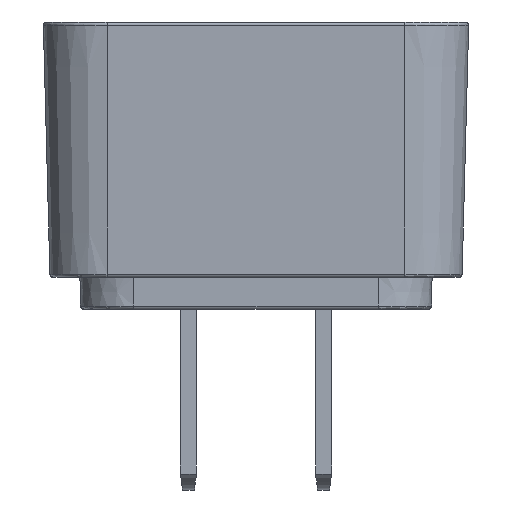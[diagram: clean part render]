
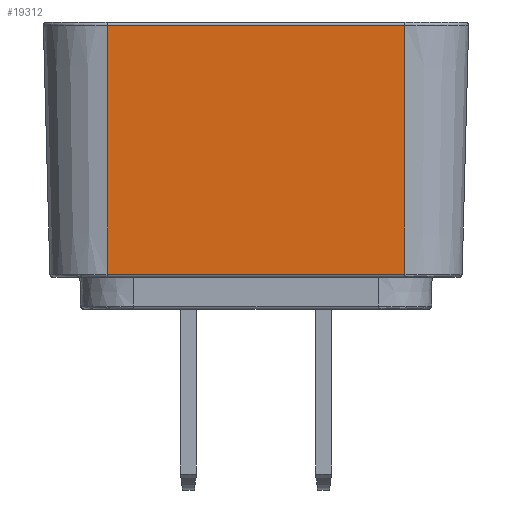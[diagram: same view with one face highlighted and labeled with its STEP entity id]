
A CAD part, left-side view. The second image highlights one B-rep face of the part: STEP entity #19312.
In plain terms, the highlighted planar face has unit normal (-1, 0, -0.026).
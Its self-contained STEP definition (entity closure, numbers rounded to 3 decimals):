
#837 = EDGE_CURVE ( 'NONE', #37958, #6738, #18877, .T. ) ;
#851 = CARTESIAN_POINT ( 'NONE',  ( -27.129, -14., 0.292 ) ) ;
#1466 = LINE ( 'NONE', #13831, #25784 ) ;
#2455 = CARTESIAN_POINT ( 'NONE',  ( -27.742, -14., 23.692 ) ) ;
#4903 = DIRECTION ( 'NONE',  ( 0., 1., 0. ) ) ;
#4919 = FACE_OUTER_BOUND ( 'NONE', #6188, .T. ) ;
#6188 = EDGE_LOOP ( 'NONE', ( #9730, #25406, #10416, #24302 ) ) ;
#6302 = DIRECTION ( 'NONE',  ( 0., 1., 0. ) ) ;
#6354 = DIRECTION ( 'NONE',  ( -0.026, 0., 1. ) ) ;
#6738 = VERTEX_POINT ( 'NONE', #20090 ) ;
#7184 = DIRECTION ( 'NONE',  ( 0.026, 0., -1. ) ) ;
#9296 = CARTESIAN_POINT ( 'NONE',  ( -27.75, 15.903, 24. ) ) ;
#9730 = ORIENTED_EDGE ( 'NONE', *, *, #24826, .T. ) ;
#10416 = ORIENTED_EDGE ( 'NONE', *, *, #17892, .T. ) ;
#11194 = VECTOR ( 'NONE', #7184, 1000. ) ;
#11214 = VECTOR ( 'NONE', #6302, 1000. ) ;
#13306 = LINE ( 'NONE', #17031, #38992 ) ;
#13831 = CARTESIAN_POINT ( 'NONE',  ( -27.742, 15.903, 23.692 ) ) ;
#15259 = CARTESIAN_POINT ( 'NONE',  ( -27.129, -14.164, 0.292 ) ) ;
#15563 = PLANE ( 'NONE',  #28315 ) ;
#17031 = CARTESIAN_POINT ( 'NONE',  ( -27.75, -14., 24. ) ) ;
#17254 = VERTEX_POINT ( 'NONE', #20687 ) ;
#17892 = EDGE_CURVE ( 'NONE', #17254, #6738, #20722, .T. ) ;
#18877 = LINE ( 'NONE', #15259, #11214 ) ;
#19312 = ADVANCED_FACE ( 'NONE', ( #4919 ), #15563, .T. ) ;
#20090 = CARTESIAN_POINT ( 'NONE',  ( -27.129, 14., 0.292 ) ) ;
#20687 = CARTESIAN_POINT ( 'NONE',  ( -27.742, 14., 23.692 ) ) ;
#20722 = LINE ( 'NONE', #31262, #11194 ) ;
#24302 = ORIENTED_EDGE ( 'NONE', *, *, #837, .F. ) ;
#24826 = EDGE_CURVE ( 'NONE', #37958, #35312, #13306, .T. ) ;
#25406 = ORIENTED_EDGE ( 'NONE', *, *, #35163, .T. ) ;
#25784 = VECTOR ( 'NONE', #4903, 1000. ) ;
#28315 = AXIS2_PLACEMENT_3D ( 'NONE', #9296, #30583, #6354 ) ;
#30583 = DIRECTION ( 'NONE',  ( -1., 0., -0.026 ) ) ;
#31262 = CARTESIAN_POINT ( 'NONE',  ( -27.75, 14., 24. ) ) ;
#35163 = EDGE_CURVE ( 'NONE', #35312, #17254, #1466, .T. ) ;
#35312 = VERTEX_POINT ( 'NONE', #2455 ) ;
#37958 = VERTEX_POINT ( 'NONE', #851 ) ;
#38321 = DIRECTION ( 'NONE',  ( -0.026, 0., 1. ) ) ;
#38992 = VECTOR ( 'NONE', #38321, 1000. ) ;
